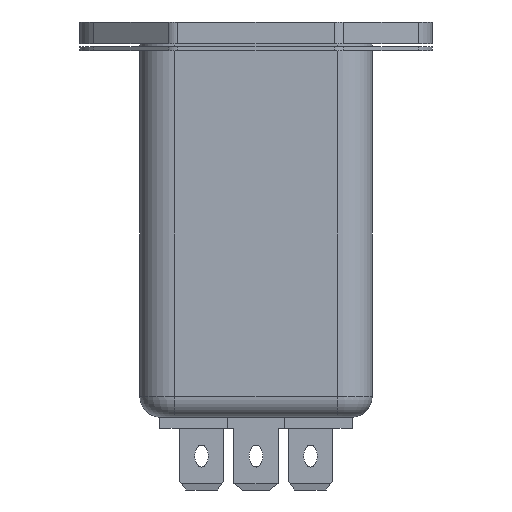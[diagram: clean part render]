
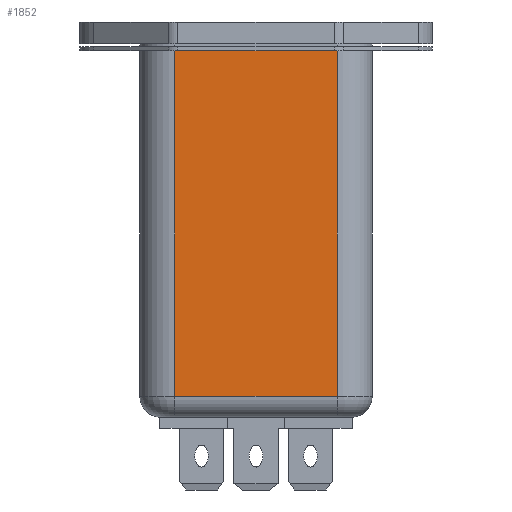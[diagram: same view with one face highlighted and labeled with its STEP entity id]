
A CAD part, front view. The second image highlights one B-rep face of the part: STEP entity #1852.
In plain terms, the highlighted planar face has unit normal (0, -1, 0).
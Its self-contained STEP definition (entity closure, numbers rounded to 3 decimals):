
#1827 = VERTEX_POINT ( 'NONE', #5104 ) ;
#1829 = EDGE_CURVE ( 'NONE', #1830, #1827, #5103, .T. ) ;
#1830 = VERTEX_POINT ( 'NONE', #5099 ) ;
#1848 = VERTEX_POINT ( 'NONE', #5136 ) ;
#1850 = EDGE_CURVE ( 'NONE', #1848, #1827, #5135, .T. ) ;
#1852 = ADVANCED_FACE ( 'NONE', ( #5131 ), #5130, .F. ) ;
#1853 = EDGE_LOOP ( 'NONE', ( #1854, #1872, #1875, #1877 ) ) ;
#1854 = ORIENTED_EDGE ( 'NONE', *, *, #1850, .F. ) ;
#1872 = ORIENTED_EDGE ( 'NONE', *, *, #1873, .T. ) ;
#1873 = EDGE_CURVE ( 'NONE', #1848, #1874, #5159, .T. ) ;
#1874 = VERTEX_POINT ( 'NONE', #5155 ) ;
#1875 = ORIENTED_EDGE ( 'NONE', *, *, #1876, .T. ) ;
#1876 = EDGE_CURVE ( 'NONE', #1874, #1830, #5154, .T. ) ;
#1877 = ORIENTED_EDGE ( 'NONE', *, *, #1829, .T. ) ;
#5099 = CARTESIAN_POINT ( 'NONE',  ( 11.75, -12.7, -4.118 ) ) ;
#5100 = DIRECTION ( 'NONE',  ( -1., 0., 0. ) ) ;
#5101 = VECTOR ( 'NONE', #5100, 1000. ) ;
#5102 = CARTESIAN_POINT ( 'NONE',  ( -11.75, -12.7, -4.118 ) ) ;
#5103 = LINE ( 'NONE', #5102, #5101 ) ;
#5104 = CARTESIAN_POINT ( 'NONE',  ( -11.75, -12.7, -4.118 ) ) ;
#5126 = DIRECTION ( 'NONE',  ( -1., 0., 0. ) ) ;
#5127 = DIRECTION ( 'NONE',  ( 0., 1., 0. ) ) ;
#5128 = CARTESIAN_POINT ( 'NONE',  ( -11.75, -12.7, -57. ) ) ;
#5129 = AXIS2_PLACEMENT_3D ( 'NONE', #5128, #5127, #5126 ) ;
#5130 = PLANE ( 'NONE',  #5129 ) ;
#5131 = FACE_OUTER_BOUND ( 'NONE', #1853, .T. ) ;
#5132 = DIRECTION ( 'NONE',  ( 0., 0., 1. ) ) ;
#5133 = VECTOR ( 'NONE', #5132, 1000. ) ;
#5134 = CARTESIAN_POINT ( 'NONE',  ( -11.75, -12.7, -57. ) ) ;
#5135 = LINE ( 'NONE', #5134, #5133 ) ;
#5136 = CARTESIAN_POINT ( 'NONE',  ( -11.75, -12.7, -54. ) ) ;
#5151 = DIRECTION ( 'NONE',  ( 0., 0., 1. ) ) ;
#5152 = VECTOR ( 'NONE', #5151, 1000. ) ;
#5153 = CARTESIAN_POINT ( 'NONE',  ( 11.75, -12.7, -57. ) ) ;
#5154 = LINE ( 'NONE', #5153, #5152 ) ;
#5155 = CARTESIAN_POINT ( 'NONE',  ( 11.75, -12.7, -54. ) ) ;
#5156 = DIRECTION ( 'NONE',  ( 1., 0., 0. ) ) ;
#5157 = VECTOR ( 'NONE', #5156, 1000. ) ;
#5158 = CARTESIAN_POINT ( 'NONE',  ( 11.75, -12.7, -54. ) ) ;
#5159 = LINE ( 'NONE', #5158, #5157 ) ;
